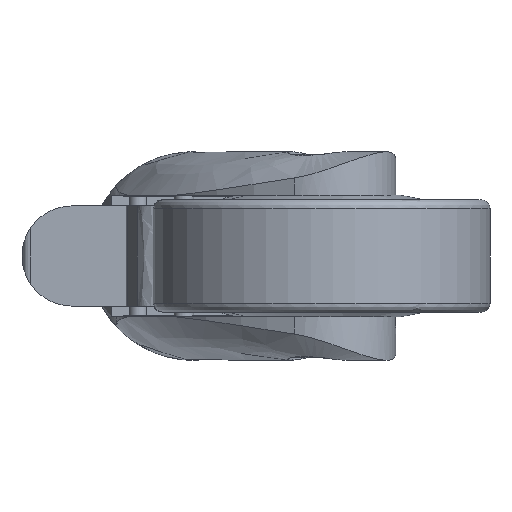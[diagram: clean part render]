
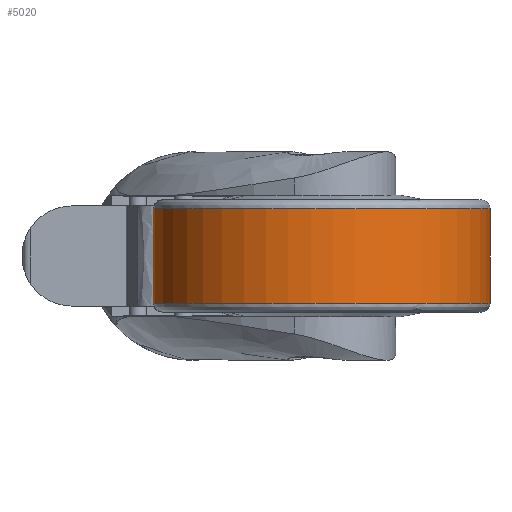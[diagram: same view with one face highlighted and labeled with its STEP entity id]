
A CAD part, front view. The second image highlights one B-rep face of the part: STEP entity #5020.
In plain terms, the highlighted free-form (B-spline) face has degree [2, 1] with [7, 2] control points.
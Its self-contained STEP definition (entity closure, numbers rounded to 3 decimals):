
#4948 = EDGE_CURVE('',#4949,#4951,#4953,.T.);
#4949 = VERTEX_POINT('',#4950);
#4950 = CARTESIAN_POINT('',(-7.35,-67.421,
    -8.734));
#4951 = VERTEX_POINT('',#4952);
#4952 = CARTESIAN_POINT('',(54.884,-67.421,
    -8.734));
#4953 = ( BOUNDED_CURVE() B_SPLINE_CURVE(2,(#4954,#4955,#4956,#4957,
#4958),.UNSPECIFIED.,.F.,.F.) B_SPLINE_CURVE_WITH_KNOTS((3,2,3),(0.,
1.571,3.142),.PIECEWISE_BEZIER_KNOTS.) CURVE() 
GEOMETRIC_REPRESENTATION_ITEM() RATIONAL_B_SPLINE_CURVE((1.,
0.707,1.,0.707,1.)) REPRESENTATION_ITEM('') );
#4954 = CARTESIAN_POINT('',(-7.35,-67.421,
    -8.734));
#4955 = CARTESIAN_POINT('',(-7.35,-98.538,
    -8.734));
#4956 = CARTESIAN_POINT('',(23.767,-98.538,
    -8.734));
#4957 = CARTESIAN_POINT('',(54.884,-98.538,
    -8.734));
#4958 = CARTESIAN_POINT('',(54.884,-67.421,
    -8.734));
#4991 = EDGE_CURVE('',#4951,#4949,#4992,.T.);
#4992 = ( BOUNDED_CURVE() B_SPLINE_CURVE(2,(#4993,#4994,#4995,#4996,
#4997),.UNSPECIFIED.,.F.,.F.) B_SPLINE_CURVE_WITH_KNOTS((3,2,3),(0.,
1.571,3.142),.PIECEWISE_BEZIER_KNOTS.) CURVE() 
GEOMETRIC_REPRESENTATION_ITEM() RATIONAL_B_SPLINE_CURVE((1.,
0.707,1.,0.707,1.)) REPRESENTATION_ITEM('') );
#4993 = CARTESIAN_POINT('',(54.884,-67.421,
    -8.734));
#4994 = CARTESIAN_POINT('',(54.884,-36.303,
    -8.734));
#4995 = CARTESIAN_POINT('',(23.767,-36.303,
    -8.734));
#4996 = CARTESIAN_POINT('',(-7.35,-36.303,
    -8.734));
#4997 = CARTESIAN_POINT('',(-7.35,-67.421,
    -8.734));
#5020 = ADVANCED_FACE('',(#5021),#5051,.T.);
#5021 = FACE_BOUND('',#5022,.T.);
#5022 = EDGE_LOOP('',(#5023,#5024,#5031,#5041,#5049,#5050));
#5023 = ORIENTED_EDGE('',*,*,#4991,.T.);
#5024 = ORIENTED_EDGE('',*,*,#5025,.F.);
#5025 = EDGE_CURVE('',#5026,#4949,#5028,.T.);
#5026 = VERTEX_POINT('',#5027);
#5027 = CARTESIAN_POINT('',(-7.35,-67.421,
    8.734));
#5028 = B_SPLINE_CURVE_WITH_KNOTS('',1,(#5029,#5030),.UNSPECIFIED.,.F.,
  .F.,(2,2),(2.007,23.393),.PIECEWISE_BEZIER_KNOTS.);
#5029 = CARTESIAN_POINT('',(-7.35,-67.421,
    8.734));
#5030 = CARTESIAN_POINT('',(-7.35,-67.421,
    -8.734));
#5031 = ORIENTED_EDGE('',*,*,#5032,.F.);
#5032 = EDGE_CURVE('',#5033,#5026,#5035,.T.);
#5033 = VERTEX_POINT('',#5034);
#5034 = CARTESIAN_POINT('',(54.884,-67.421,
    8.734));
#5035 = ( BOUNDED_CURVE() B_SPLINE_CURVE(2,(#5036,#5037,#5038,#5039,
#5040),.UNSPECIFIED.,.F.,.F.) B_SPLINE_CURVE_WITH_KNOTS((3,2,3),(0.,
1.571,3.142),.PIECEWISE_BEZIER_KNOTS.) CURVE() 
GEOMETRIC_REPRESENTATION_ITEM() RATIONAL_B_SPLINE_CURVE((1.,
0.707,1.,0.707,1.)) REPRESENTATION_ITEM('') );
#5036 = CARTESIAN_POINT('',(54.884,-67.421,
    8.734));
#5037 = CARTESIAN_POINT('',(54.884,-36.303,
    8.734));
#5038 = CARTESIAN_POINT('',(23.767,-36.303,
    8.734));
#5039 = CARTESIAN_POINT('',(-7.35,-36.303,
    8.734));
#5040 = CARTESIAN_POINT('',(-7.35,-67.421,
    8.734));
#5041 = ORIENTED_EDGE('',*,*,#5042,.F.);
#5042 = EDGE_CURVE('',#5026,#5033,#5043,.T.);
#5043 = ( BOUNDED_CURVE() B_SPLINE_CURVE(2,(#5044,#5045,#5046,#5047,
#5048),.UNSPECIFIED.,.F.,.F.) B_SPLINE_CURVE_WITH_KNOTS((3,2,3),(0.,
1.571,3.142),.PIECEWISE_BEZIER_KNOTS.) CURVE() 
GEOMETRIC_REPRESENTATION_ITEM() RATIONAL_B_SPLINE_CURVE((1.,
0.707,1.,0.707,1.)) REPRESENTATION_ITEM('') );
#5044 = CARTESIAN_POINT('',(-7.35,-67.421,
    8.734));
#5045 = CARTESIAN_POINT('',(-7.35,-98.538,
    8.734));
#5046 = CARTESIAN_POINT('',(23.767,-98.538,
    8.734));
#5047 = CARTESIAN_POINT('',(54.884,-98.538,
    8.734));
#5048 = CARTESIAN_POINT('',(54.884,-67.421,
    8.734));
#5049 = ORIENTED_EDGE('',*,*,#5025,.T.);
#5050 = ORIENTED_EDGE('',*,*,#4948,.T.);
#5051 = ( BOUNDED_SURFACE() B_SPLINE_SURFACE(2,1,(
    (#5052,#5053)
    ,(#5054,#5055)
    ,(#5056,#5057)
    ,(#5058,#5059)
    ,(#5060,#5061)
    ,(#5062,#5063)
    ,(#5064,#5065
)),.UNSPECIFIED.,.T.,.F.,.F.) B_SPLINE_SURFACE_WITH_KNOTS((1,2,2,2,2,1),
  (2,2),(-2.094,0.,2.094,4.189,6.283,
    8.378),(2.007,23.393),.UNSPECIFIED.) 
GEOMETRIC_REPRESENTATION_ITEM() RATIONAL_B_SPLINE_SURFACE((
    (1.,1.)
    ,(0.5,0.5)
    ,(1.,1.)
    ,(0.5,0.5)
    ,(1.,1.)
    ,(0.5,0.5)
,(1.,1.))) REPRESENTATION_ITEM('') SURFACE() );
#5052 = CARTESIAN_POINT('',(-7.35,-67.421,
    8.734));
#5053 = CARTESIAN_POINT('',(-7.35,-67.421,
    -8.734));
#5054 = CARTESIAN_POINT('',(-7.35,-13.524,
    8.734));
#5055 = CARTESIAN_POINT('',(-7.35,-13.524,
    -8.734));
#5056 = CARTESIAN_POINT('',(39.326,-40.472,
    8.734));
#5057 = CARTESIAN_POINT('',(39.326,-40.472,
    -8.734));
#5058 = CARTESIAN_POINT('',(86.002,-67.421,
    8.734));
#5059 = CARTESIAN_POINT('',(86.002,-67.421,
    -8.734));
#5060 = CARTESIAN_POINT('',(39.326,-94.369,
    8.734));
#5061 = CARTESIAN_POINT('',(39.326,-94.369,
    -8.734));
#5062 = CARTESIAN_POINT('',(-7.35,-121.317,
    8.734));
#5063 = CARTESIAN_POINT('',(-7.35,-121.317,
    -8.734));
#5064 = CARTESIAN_POINT('',(-7.35,-67.421,
    8.734));
#5065 = CARTESIAN_POINT('',(-7.35,-67.421,
    -8.734));
